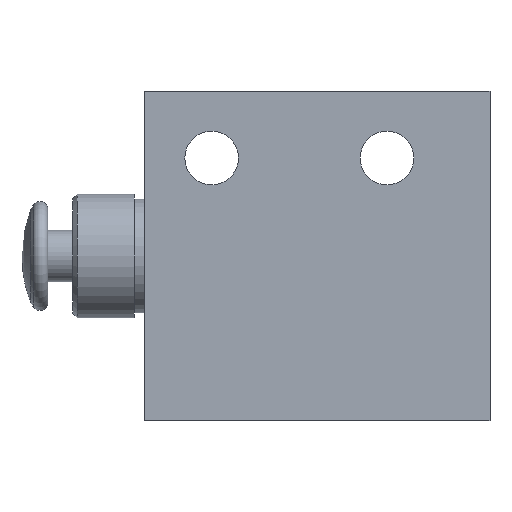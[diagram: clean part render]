
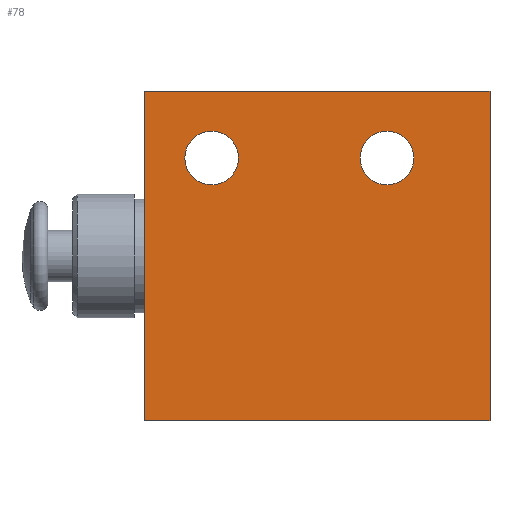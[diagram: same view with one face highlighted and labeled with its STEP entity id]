
A CAD part, left-side view. The second image highlights one B-rep face of the part: STEP entity #78.
In plain terms, the highlighted planar face has unit normal (-1, 0, 0).
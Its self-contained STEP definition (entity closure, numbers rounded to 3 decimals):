
#78 = ADVANCED_FACE( '', ( #110, #111, #112 ), #113, .F. );
#110 = FACE_BOUND( '', #182, .T. );
#111 = FACE_BOUND( '', #183, .T. );
#112 = FACE_OUTER_BOUND( '', #184, .T. );
#113 = PLANE( '', #185 );
#182 = EDGE_LOOP( '', ( #260 ) );
#183 = EDGE_LOOP( '', ( #261 ) );
#184 = EDGE_LOOP( '', ( #262, #263, #264, #265 ) );
#185 = AXIS2_PLACEMENT_3D( '', #266, #267, #268 );
#260 = ORIENTED_EDGE( '', *, *, #387, .T. );
#261 = ORIENTED_EDGE( '', *, *, #388, .T. );
#262 = ORIENTED_EDGE( '', *, *, #389, .T. );
#263 = ORIENTED_EDGE( '', *, *, #390, .F. );
#264 = ORIENTED_EDGE( '', *, *, #391, .F. );
#265 = ORIENTED_EDGE( '', *, *, #392, .T. );
#266 = CARTESIAN_POINT( '', ( -8., 33.5, -16. ) );
#267 = DIRECTION( '', ( 1., 0., 0. ) );
#268 = DIRECTION( '', ( 0., 0., -1. ) );
#387 = EDGE_CURVE( '', #424, #424, #425, .T. );
#388 = EDGE_CURVE( '', #426, #426, #427, .T. );
#389 = EDGE_CURVE( '', #428, #429, #430, .T. );
#390 = EDGE_CURVE( '', #431, #429, #432, .T. );
#391 = EDGE_CURVE( '', #433, #431, #434, .T. );
#392 = EDGE_CURVE( '', #433, #428, #435, .T. );
#424 = VERTEX_POINT( '', #484 );
#425 = CIRCLE( '', #485, 2.6 );
#426 = VERTEX_POINT( '', #486 );
#427 = CIRCLE( '', #487, 2.6 );
#428 = VERTEX_POINT( '', #488 );
#429 = VERTEX_POINT( '', #489 );
#430 = LINE( '', #490, #491 );
#431 = VERTEX_POINT( '', #492 );
#432 = LINE( '', #493, #494 );
#433 = VERTEX_POINT( '', #495 );
#434 = LINE( '', #496, #497 );
#435 = LINE( '', #498, #499 );
#484 = CARTESIAN_POINT( '', ( -8., 27., 6.9 ) );
#485 = AXIS2_PLACEMENT_3D( '', #560, #561, #562 );
#486 = CARTESIAN_POINT( '', ( -8., 10., 6.9 ) );
#487 = AXIS2_PLACEMENT_3D( '', #563, #564, #565 );
#488 = CARTESIAN_POINT( '', ( -8., 0., -16. ) );
#489 = CARTESIAN_POINT( '', ( -8., 0., 16. ) );
#490 = CARTESIAN_POINT( '', ( -8., 0., -16. ) );
#491 = VECTOR( '', #566, 1000. );
#492 = CARTESIAN_POINT( '', ( -8., 33.5, 16. ) );
#493 = CARTESIAN_POINT( '', ( -8., 33.5, 16. ) );
#494 = VECTOR( '', #567, 1000. );
#495 = CARTESIAN_POINT( '', ( -8., 33.5, -16. ) );
#496 = CARTESIAN_POINT( '', ( -8., 33.5, -16. ) );
#497 = VECTOR( '', #568, 1000. );
#498 = CARTESIAN_POINT( '', ( -8., 33.5, -16. ) );
#499 = VECTOR( '', #569, 1000. );
#560 = CARTESIAN_POINT( '', ( -8., 27., 9.5 ) );
#561 = DIRECTION( '', ( 1., 0., 0. ) );
#562 = DIRECTION( '', ( 0., 0., -1. ) );
#563 = CARTESIAN_POINT( '', ( -8., 10., 9.5 ) );
#564 = DIRECTION( '', ( 1., 0., 0. ) );
#565 = DIRECTION( '', ( 0., 0., -1. ) );
#566 = DIRECTION( '', ( 0., 0., 1. ) );
#567 = DIRECTION( '', ( 0., -1., 0. ) );
#568 = DIRECTION( '', ( 0., 0., 1. ) );
#569 = DIRECTION( '', ( 0., -1., 0. ) );
